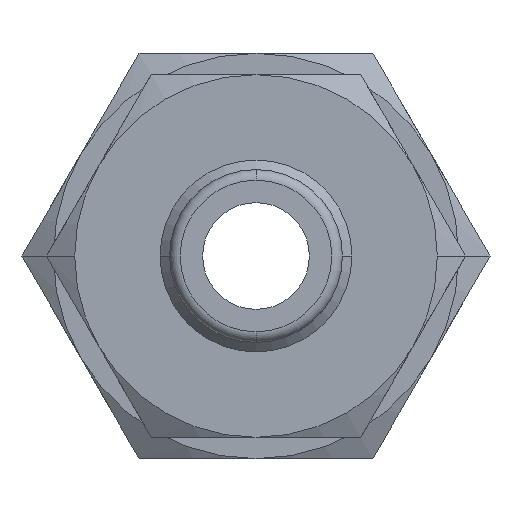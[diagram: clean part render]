
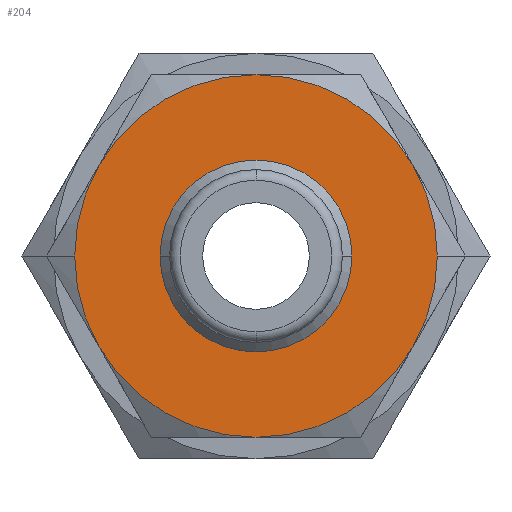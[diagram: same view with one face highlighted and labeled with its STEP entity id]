
A CAD part, front view. The second image highlights one B-rep face of the part: STEP entity #204.
In plain terms, the highlighted planar face has unit normal (0, -1, 0).
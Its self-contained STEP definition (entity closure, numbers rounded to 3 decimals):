
#204=ADVANCED_FACE('',(#405,#406),#407,.T.);
#405=FACE_OUTER_BOUND('',#602,.T.);
#406=FACE_BOUND('',#603,.T.);
#407=PLANE('',#604);
#602=EDGE_LOOP('',(#1099,#1100,#1101,#1102,#1103,#1104,#1105,#1106));
#603=EDGE_LOOP('',(#1107,#1108));
#604=AXIS2_PLACEMENT_3D('',#1109,#1110,#1111);
#1099=ORIENTED_EDGE('',*,*,#1363,.F.);
#1100=ORIENTED_EDGE('',*,*,#1361,.F.);
#1101=ORIENTED_EDGE('',*,*,#1346,.F.);
#1102=ORIENTED_EDGE('',*,*,#1232,.F.);
#1103=ORIENTED_EDGE('',*,*,#1370,.F.);
#1104=ORIENTED_EDGE('',*,*,#1307,.F.);
#1105=ORIENTED_EDGE('',*,*,#1310,.F.);
#1106=ORIENTED_EDGE('',*,*,#1213,.F.);
#1107=ORIENTED_EDGE('',*,*,#1288,.F.);
#1108=ORIENTED_EDGE('',*,*,#1333,.F.);
#1109=CARTESIAN_POINT('',(4.25,14.0,0.0));
#1110=DIRECTION('',(-0.0,-1.0,-0.0));
#1111=DIRECTION('',(-1.0,0.0,0.0));
#1213=EDGE_CURVE('',#1476,#1479,#1480,.T.);
#1232=EDGE_CURVE('',#1510,#1512,#1513,.T.);
#1288=EDGE_CURVE('',#1592,#1588,#1594,.T.);
#1307=EDGE_CURVE('',#1617,#1614,#1619,.T.);
#1310=EDGE_CURVE('',#1479,#1617,#1622,.T.);
#1333=EDGE_CURVE('',#1588,#1592,#1647,.T.);
#1346=EDGE_CURVE('',#1512,#1661,#1662,.T.);
#1361=EDGE_CURVE('',#1661,#1665,#1680,.T.);
#1363=EDGE_CURVE('',#1665,#1476,#1682,.T.);
#1370=EDGE_CURVE('',#1614,#1510,#1689,.T.);
#1476=VERTEX_POINT('',#1951);
#1479=VERTEX_POINT('',#1955);
#1480=CIRCLE('',#1956,8.5);
#1510=VERTEX_POINT('',#2003);
#1512=VERTEX_POINT('',#2006);
#1513=CIRCLE('',#2007,8.5);
#1588=VERTEX_POINT('',#2198);
#1592=VERTEX_POINT('',#2203);
#1594=CIRCLE('',#2206,4.5);
#1614=VERTEX_POINT('',#2229);
#1617=VERTEX_POINT('',#2243);
#1619=CIRCLE('',#2256,8.5);
#1622=CIRCLE('',#2270,8.5);
#1647=CIRCLE('',#2334,4.5);
#1661=VERTEX_POINT('',#2359);
#1662=CIRCLE('',#2360,8.5);
#1665=VERTEX_POINT('',#2374);
#1680=CIRCLE('',#2457,8.5);
#1682=CIRCLE('',#2459,8.5);
#1689=CIRCLE('',#2466,8.5);
#1951=CARTESIAN_POINT('',(8.5,14.0,0.));
#1955=CARTESIAN_POINT('',(7.361,14.0,-4.25));
#1956=AXIS2_PLACEMENT_3D('',#2589,#2590,#2591);
#2003=CARTESIAN_POINT('',(-8.5,14.0,0.));
#2006=CARTESIAN_POINT('',(-7.361,14.0,4.25));
#2007=AXIS2_PLACEMENT_3D('',#2617,#2618,#2619);
#2198=CARTESIAN_POINT('',(4.5,14.0,0.));
#2203=CARTESIAN_POINT('',(-4.5,14.0,0.));
#2206=AXIS2_PLACEMENT_3D('',#2681,#2682,#2683);
#2229=CARTESIAN_POINT('',(-7.361,14.0,-4.25));
#2243=CARTESIAN_POINT('',(0.0,14.0,-8.5));
#2256=AXIS2_PLACEMENT_3D('',#2705,#2706,#2707);
#2270=AXIS2_PLACEMENT_3D('',#2708,#2709,#2710);
#2334=AXIS2_PLACEMENT_3D('',#2729,#2730,#2731);
#2359=CARTESIAN_POINT('',(0.,14.0,8.5));
#2360=AXIS2_PLACEMENT_3D('',#2747,#2748,#2749);
#2374=CARTESIAN_POINT('',(7.361,14.0,4.25));
#2457=AXIS2_PLACEMENT_3D('',#2752,#2753,#2754);
#2459=AXIS2_PLACEMENT_3D('',#2755,#2756,#2757);
#2466=AXIS2_PLACEMENT_3D('',#2758,#2759,#2760);
#2589=CARTESIAN_POINT('',(0.0,14.0,0.0));
#2590=DIRECTION('',(-0.0,1.0,0.0));
#2591=DIRECTION('',(1.0,0.0,0.0));
#2617=CARTESIAN_POINT('',(0.0,14.0,0.0));
#2618=DIRECTION('',(-0.0,1.0,0.0));
#2619=DIRECTION('',(1.0,0.0,0.0));
#2681=CARTESIAN_POINT('',(0.0,14.0,0.0));
#2682=DIRECTION('',(0.0,-1.0,0.0));
#2683=DIRECTION('',(1.0,0.0,0.0));
#2705=CARTESIAN_POINT('',(0.0,14.0,0.0));
#2706=DIRECTION('',(-0.0,1.0,0.0));
#2707=DIRECTION('',(1.0,0.0,0.0));
#2708=CARTESIAN_POINT('',(0.0,14.0,0.0));
#2709=DIRECTION('',(-0.0,1.0,0.0));
#2710=DIRECTION('',(1.0,0.0,0.0));
#2729=CARTESIAN_POINT('',(0.0,14.0,0.0));
#2730=DIRECTION('',(0.0,-1.0,0.0));
#2731=DIRECTION('',(1.0,0.0,0.0));
#2747=CARTESIAN_POINT('',(0.0,14.0,0.0));
#2748=DIRECTION('',(-0.0,1.0,0.0));
#2749=DIRECTION('',(1.0,0.0,0.0));
#2752=CARTESIAN_POINT('',(0.0,14.0,0.0));
#2753=DIRECTION('',(-0.0,1.0,0.0));
#2754=DIRECTION('',(1.0,0.0,0.0));
#2755=CARTESIAN_POINT('',(0.0,14.0,0.0));
#2756=DIRECTION('',(-0.0,1.0,0.0));
#2757=DIRECTION('',(1.0,0.0,0.0));
#2758=CARTESIAN_POINT('',(0.0,14.0,0.0));
#2759=DIRECTION('',(-0.0,1.0,0.0));
#2760=DIRECTION('',(1.0,0.0,0.0));
